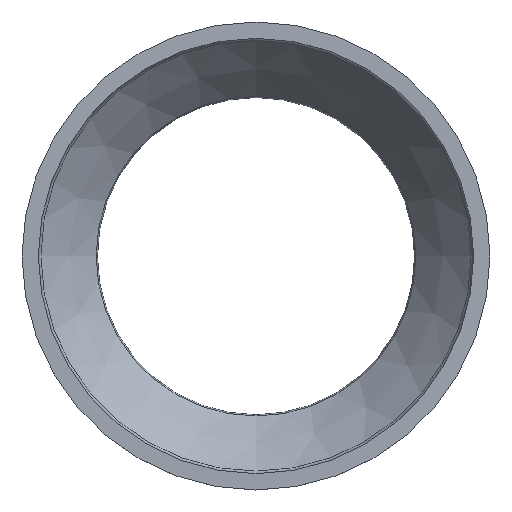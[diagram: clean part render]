
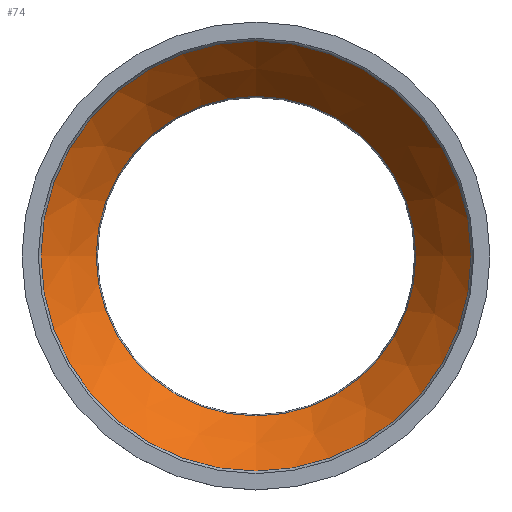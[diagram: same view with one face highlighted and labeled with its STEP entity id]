
A CAD part, top view. The second image highlights one B-rep face of the part: STEP entity #74.
In plain terms, the highlighted conical face has half-angle 40 degrees and reference radius 29.15 mm.
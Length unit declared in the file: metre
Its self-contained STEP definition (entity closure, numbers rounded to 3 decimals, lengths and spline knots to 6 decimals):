
#74 = ADVANCED_FACE( '', ( #154, #155 ), #156, .F. );
#154 = FACE_OUTER_BOUND( '', #233, .T. );
#155 = FACE_BOUND( '', #234, .T. );
#156 = CONICAL_SURFACE( '', #235, 0.02915, 0.698 );
#233 = EDGE_LOOP( '', ( #364 ) );
#234 = EDGE_LOOP( '', ( #365 ) );
#235 = AXIS2_PLACEMENT_3D( '', #366, #367, #368 );
#364 = ORIENTED_EDGE( '', *, *, #441, .T. );
#365 = ORIENTED_EDGE( '', *, *, #437, .T. );
#366 = CARTESIAN_POINT( '', ( 0., 0., 0.009 ) );
#367 = DIRECTION( '', ( 0., 0., 1. ) );
#368 = DIRECTION( '', ( 1., 0., 0. ) );
#437 = EDGE_CURVE( '', #512, #512, #513, .T. );
#441 = EDGE_CURVE( '', #518, #518, #519, .T. );
#512 = VERTEX_POINT( '', #606 );
#513 = CIRCLE( '', #607, 0.029384 );
#518 = VERTEX_POINT( '', #612 );
#519 = CIRCLE( '', #613, 0.039532 );
#606 = CARTESIAN_POINT( '', ( -0.029384, 0., 0.009279 ) );
#607 = AXIS2_PLACEMENT_3D( '', #685, #686, #687 );
#612 = CARTESIAN_POINT( '', ( 0.039532, 0., 0.021373 ) );
#613 = AXIS2_PLACEMENT_3D( '', #691, #692, #693 );
#685 = CARTESIAN_POINT( '', ( 0., 0., 0.009279 ) );
#686 = DIRECTION( '', ( 0., 0., -1. ) );
#687 = DIRECTION( '', ( -1., 0., 0. ) );
#691 = CARTESIAN_POINT( '', ( 0., 0., 0.021373 ) );
#692 = DIRECTION( '', ( 0., 0., 1. ) );
#693 = DIRECTION( '', ( 1., 0., 0. ) );
